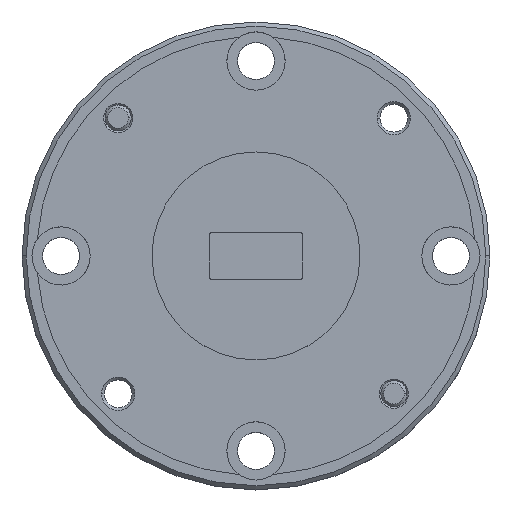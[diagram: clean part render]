
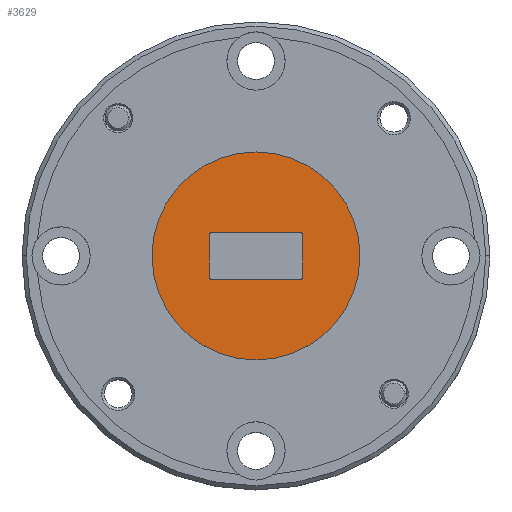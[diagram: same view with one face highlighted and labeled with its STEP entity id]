
A CAD part, top view. The second image highlights one B-rep face of the part: STEP entity #3629.
In plain terms, the highlighted planar face has unit normal (0, 0, 1).
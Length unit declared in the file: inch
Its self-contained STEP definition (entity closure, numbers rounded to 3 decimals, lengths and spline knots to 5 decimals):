
#8 = VERTEX_POINT ( 'NONE', #1786 ) ;
#111 = LINE ( 'NONE', #2035, #3890 ) ;
#116 = CARTESIAN_POINT ( 'NONE',  ( 0.112, -0.051, 0. ) ) ;
#243 = CARTESIAN_POINT ( 'NONE',  ( -0.112, 0.056, 0. ) ) ;
#294 = AXIS2_PLACEMENT_3D ( 'NONE', #954, #2834, #504 ) ;
#439 = ORIENTED_EDGE ( 'NONE', *, *, #3003, .T. ) ;
#448 = DIRECTION ( 'NONE',  ( 0., 1., 0. ) ) ;
#466 = PLANE ( 'NONE',  #703 ) ;
#504 = DIRECTION ( 'NONE',  ( 1., 0., 0. ) ) ;
#516 = LINE ( 'NONE', #2411, #1177 ) ;
#529 = EDGE_CURVE ( 'NONE', #3593, #3444, #111, .T. ) ;
#554 = DIRECTION ( 'NONE',  ( 0., 0., 1. ) ) ;
#703 = AXIS2_PLACEMENT_3D ( 'NONE', #2299, #3260, #1838 ) ;
#772 = DIRECTION ( 'NONE',  ( 0., 0., -1. ) ) ;
#954 = CARTESIAN_POINT ( 'NONE',  ( 0., 0., 0. ) ) ;
#960 = VECTOR ( 'NONE', #5285, 39.37008 ) ;
#1062 = EDGE_CURVE ( 'NONE', #3111, #4217, #3794, .T. ) ;
#1078 = EDGE_CURVE ( 'NONE', #3111, #5106, #1251, .T. ) ;
#1177 = VECTOR ( 'NONE', #448, 39.37008 ) ;
#1227 = EDGE_LOOP ( 'NONE', ( #3256, #5437 ) ) ;
#1234 = DIRECTION ( 'NONE',  ( 1., 0., 0. ) ) ;
#1251 = CIRCLE ( 'NONE', #3427, 0.005 ) ;
#1273 = AXIS2_PLACEMENT_3D ( 'NONE', #3729, #554, #1434 ) ;
#1388 = EDGE_LOOP ( 'NONE', ( #5076, #2942, #2560, #3860, #3229, #2827, #5143, #439 ) ) ;
#1434 = DIRECTION ( 'NONE',  ( 1., 0., 0. ) ) ;
#1783 = VECTOR ( 'NONE', #5041, 39.37008 ) ;
#1786 = CARTESIAN_POINT ( 'NONE',  ( 0.107, -0.056, 0. ) ) ;
#1838 = DIRECTION ( 'NONE',  ( 1., 0., 0. ) ) ;
#1911 = EDGE_CURVE ( 'NONE', #2907, #5306, #2945, .T. ) ;
#1984 = CIRCLE ( 'NONE', #4605, 0.005 ) ;
#2035 = CARTESIAN_POINT ( 'NONE',  ( -0.112, -0.056, 0. ) ) ;
#2299 = CARTESIAN_POINT ( 'NONE',  ( 0., 0., 0. ) ) ;
#2302 = CARTESIAN_POINT ( 'NONE',  ( 0.107, -0.051, 0. ) ) ;
#2411 = CARTESIAN_POINT ( 'NONE',  ( 0.112, -0.056, 0. ) ) ;
#2560 = ORIENTED_EDGE ( 'NONE', *, *, #5667, .F. ) ;
#2774 = AXIS2_PLACEMENT_3D ( 'NONE', #5098, #2793, #4650 ) ;
#2793 = DIRECTION ( 'NONE',  ( 0., 0., -1. ) ) ;
#2827 = ORIENTED_EDGE ( 'NONE', *, *, #4016, .T. ) ;
#2834 = DIRECTION ( 'NONE',  ( 0., 0., 1. ) ) ;
#2907 = VERTEX_POINT ( 'NONE', #5637 ) ;
#2942 = ORIENTED_EDGE ( 'NONE', *, *, #1078, .T. ) ;
#2945 = CIRCLE ( 'NONE', #294, 0.25 ) ;
#2974 = DIRECTION ( 'NONE',  ( 1., 0., 0. ) ) ;
#2996 = CARTESIAN_POINT ( 'NONE',  ( -0.107, -0.056, 0. ) ) ;
#3003 = EDGE_CURVE ( 'NONE', #3593, #4217, #1984, .T. ) ;
#3111 = VERTEX_POINT ( 'NONE', #4628 ) ;
#3187 = EDGE_CURVE ( 'NONE', #3771, #8, #4516, .T. ) ;
#3198 = LINE ( 'NONE', #4684, #1783 ) ;
#3229 = ORIENTED_EDGE ( 'NONE', *, *, #3992, .F. ) ;
#3238 = CARTESIAN_POINT ( 'NONE',  ( -0.107, 0.056, 0. ) ) ;
#3256 = ORIENTED_EDGE ( 'NONE', *, *, #5752, .T. ) ;
#3260 = DIRECTION ( 'NONE',  ( 0., 0., 1. ) ) ;
#3292 = FACE_OUTER_BOUND ( 'NONE', #1227, .T. ) ;
#3427 = AXIS2_PLACEMENT_3D ( 'NONE', #3511, #4860, #2974 ) ;
#3444 = VERTEX_POINT ( 'NONE', #4023 ) ;
#3511 = CARTESIAN_POINT ( 'NONE',  ( 0.107, 0.051, 0. ) ) ;
#3593 = VERTEX_POINT ( 'NONE', #6011 ) ;
#3629 = ADVANCED_FACE ( 'NONE', ( #5659, #3292 ), #466, .T. ) ;
#3729 = CARTESIAN_POINT ( 'NONE',  ( 0., 0., 0. ) ) ;
#3771 = VERTEX_POINT ( 'NONE', #116 ) ;
#3794 = LINE ( 'NONE', #243, #960 ) ;
#3843 = CARTESIAN_POINT ( 'NONE',  ( 0.112, 0.051, 0. ) ) ;
#3860 = ORIENTED_EDGE ( 'NONE', *, *, #3187, .T. ) ;
#3890 = VECTOR ( 'NONE', #3905, 39.37008 ) ;
#3905 = DIRECTION ( 'NONE',  ( 0., -1., 0. ) ) ;
#3992 = EDGE_CURVE ( 'NONE', #4563, #8, #3198, .T. ) ;
#4016 = EDGE_CURVE ( 'NONE', #4563, #3444, #5968, .T. ) ;
#4023 = CARTESIAN_POINT ( 'NONE',  ( -0.112, -0.051, 0. ) ) ;
#4212 = CIRCLE ( 'NONE', #1273, 0.25 ) ;
#4217 = VERTEX_POINT ( 'NONE', #3238 ) ;
#4238 = AXIS2_PLACEMENT_3D ( 'NONE', #2302, #4823, #5330 ) ;
#4416 = CARTESIAN_POINT ( 'NONE',  ( 0.25, 0., 0. ) ) ;
#4516 = CIRCLE ( 'NONE', #4238, 0.005 ) ;
#4563 = VERTEX_POINT ( 'NONE', #2996 ) ;
#4605 = AXIS2_PLACEMENT_3D ( 'NONE', #5416, #772, #1234 ) ;
#4628 = CARTESIAN_POINT ( 'NONE',  ( 0.107, 0.056, 0. ) ) ;
#4650 = DIRECTION ( 'NONE',  ( 1., 0., 0. ) ) ;
#4684 = CARTESIAN_POINT ( 'NONE',  ( -0.112, -0.056, 0. ) ) ;
#4823 = DIRECTION ( 'NONE',  ( 0., 0., -1. ) ) ;
#4860 = DIRECTION ( 'NONE',  ( 0., 0., -1. ) ) ;
#5041 = DIRECTION ( 'NONE',  ( 1., 0., 0. ) ) ;
#5076 = ORIENTED_EDGE ( 'NONE', *, *, #1062, .F. ) ;
#5098 = CARTESIAN_POINT ( 'NONE',  ( -0.107, -0.051, 0. ) ) ;
#5106 = VERTEX_POINT ( 'NONE', #3843 ) ;
#5143 = ORIENTED_EDGE ( 'NONE', *, *, #529, .F. ) ;
#5285 = DIRECTION ( 'NONE',  ( -1., 0., 0. ) ) ;
#5306 = VERTEX_POINT ( 'NONE', #4416 ) ;
#5330 = DIRECTION ( 'NONE',  ( 1., 0., 0. ) ) ;
#5416 = CARTESIAN_POINT ( 'NONE',  ( -0.107, 0.051, 0. ) ) ;
#5437 = ORIENTED_EDGE ( 'NONE', *, *, #1911, .T. ) ;
#5637 = CARTESIAN_POINT ( 'NONE',  ( -0.25, 0., 0. ) ) ;
#5659 = FACE_BOUND ( 'NONE', #1388, .T. ) ;
#5667 = EDGE_CURVE ( 'NONE', #3771, #5106, #516, .T. ) ;
#5752 = EDGE_CURVE ( 'NONE', #5306, #2907, #4212, .T. ) ;
#5968 = CIRCLE ( 'NONE', #2774, 0.005 ) ;
#6011 = CARTESIAN_POINT ( 'NONE',  ( -0.112, 0.051, 0. ) ) ;
